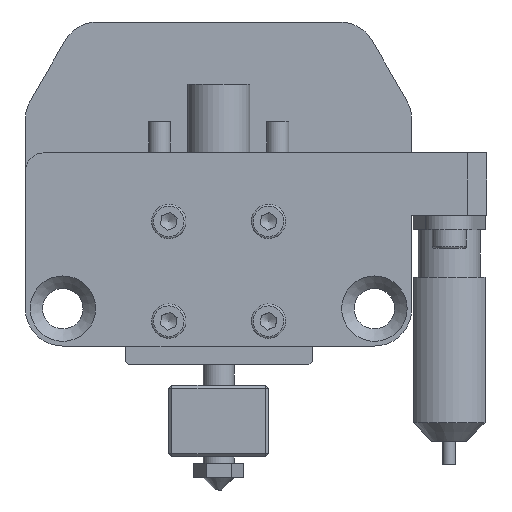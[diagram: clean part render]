
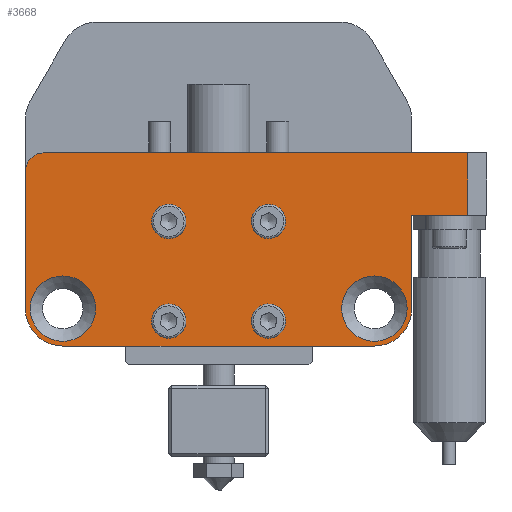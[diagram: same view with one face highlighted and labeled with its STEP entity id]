
A CAD part, left-side view. The second image highlights one B-rep face of the part: STEP entity #3668.
In plain terms, the highlighted face is planar.
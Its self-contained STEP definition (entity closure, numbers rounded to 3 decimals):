
#233=FACE_BOUND('',#650,.T.);
#234=FACE_BOUND('',#651,.T.);
#235=FACE_BOUND('',#652,.T.);
#236=FACE_BOUND('',#653,.T.);
#237=FACE_BOUND('',#654,.T.);
#238=FACE_BOUND('',#655,.T.);
#290=CIRCLE('',#4122,5.25);
#292=CIRCLE('',#4125,3.);
#293=CIRCLE('',#4126,6.);
#294=CIRCLE('',#4127,6.);
#295=CIRCLE('',#4128,5.25);
#296=CIRCLE('',#4129,1.75);
#297=CIRCLE('',#4130,1.75);
#298=CIRCLE('',#4131,1.75);
#299=CIRCLE('',#4132,1.75);
#410=FACE_OUTER_BOUND('',#649,.T.);
#649=EDGE_LOOP('',(#2543,#2544,#2545,#2546,#2547,#2548,#2549,#2550,#2551));
#650=EDGE_LOOP('',(#2552));
#651=EDGE_LOOP('',(#2553));
#652=EDGE_LOOP('',(#2554));
#653=EDGE_LOOP('',(#2555));
#654=EDGE_LOOP('',(#2556));
#655=EDGE_LOOP('',(#2557));
#902=LINE('',#5612,#1268);
#908=LINE('',#5624,#1274);
#939=LINE('',#5722,#1305);
#942=LINE('',#5744,#1308);
#943=LINE('',#5748,#1309);
#944=LINE('',#5752,#1310);
#1268=VECTOR('',#4476,10.);
#1274=VECTOR('',#4486,10.);
#1305=VECTOR('',#4565,10.);
#1308=VECTOR('',#4592,10.);
#1309=VECTOR('',#4595,10.);
#1310=VECTOR('',#4598,10.);
#1634=VERTEX_POINT('',#5609);
#1635=VERTEX_POINT('',#5611);
#1639=VERTEX_POINT('',#5623);
#1682=VERTEX_POINT('',#5721);
#1687=VERTEX_POINT('',#5737);
#1689=VERTEX_POINT('',#5743);
#1690=VERTEX_POINT('',#5745);
#1691=VERTEX_POINT('',#5747);
#1692=VERTEX_POINT('',#5749);
#1693=VERTEX_POINT('',#5751);
#1694=VERTEX_POINT('',#5754);
#1695=VERTEX_POINT('',#5756);
#1696=VERTEX_POINT('',#5758);
#1697=VERTEX_POINT('',#5760);
#1698=VERTEX_POINT('',#5762);
#1952=EDGE_CURVE('',#1634,#1635,#902,.T.);
#1958=EDGE_CURVE('',#1639,#1635,#908,.T.);
#2007=EDGE_CURVE('',#1682,#1639,#939,.T.);
#2013=EDGE_CURVE('',#1687,#1687,#290,.T.);
#2016=EDGE_CURVE('',#1634,#1689,#942,.T.);
#2017=EDGE_CURVE('',#1690,#1689,#292,.T.);
#2018=EDGE_CURVE('',#1690,#1691,#943,.T.);
#2019=EDGE_CURVE('',#1691,#1692,#293,.T.);
#2020=EDGE_CURVE('',#1692,#1693,#944,.T.);
#2021=EDGE_CURVE('',#1693,#1682,#294,.T.);
#2022=EDGE_CURVE('',#1694,#1694,#295,.T.);
#2023=EDGE_CURVE('',#1695,#1695,#296,.T.);
#2024=EDGE_CURVE('',#1696,#1696,#297,.T.);
#2025=EDGE_CURVE('',#1697,#1697,#298,.T.);
#2026=EDGE_CURVE('',#1698,#1698,#299,.T.);
#2543=ORIENTED_EDGE('',*,*,#1952,.F.);
#2544=ORIENTED_EDGE('',*,*,#2016,.T.);
#2545=ORIENTED_EDGE('',*,*,#2017,.F.);
#2546=ORIENTED_EDGE('',*,*,#2018,.T.);
#2547=ORIENTED_EDGE('',*,*,#2019,.T.);
#2548=ORIENTED_EDGE('',*,*,#2020,.T.);
#2549=ORIENTED_EDGE('',*,*,#2021,.T.);
#2550=ORIENTED_EDGE('',*,*,#2007,.T.);
#2551=ORIENTED_EDGE('',*,*,#1958,.T.);
#2552=ORIENTED_EDGE('',*,*,#2022,.F.);
#2553=ORIENTED_EDGE('',*,*,#2023,.T.);
#2554=ORIENTED_EDGE('',*,*,#2024,.T.);
#2555=ORIENTED_EDGE('',*,*,#2025,.T.);
#2556=ORIENTED_EDGE('',*,*,#2026,.T.);
#2557=ORIENTED_EDGE('',*,*,#2013,.F.);
#3498=PLANE('',#4124);
#3668=ADVANCED_FACE('',(#410,#233,#234,#235,#236,#237,#238),#3498,.T.);
#4122=AXIS2_PLACEMENT_3D('',#5738,#4585,#4586);
#4124=AXIS2_PLACEMENT_3D('',#5742,#4590,#4591);
#4125=AXIS2_PLACEMENT_3D('',#5746,#4593,#4594);
#4126=AXIS2_PLACEMENT_3D('',#5750,#4596,#4597);
#4127=AXIS2_PLACEMENT_3D('',#5753,#4599,#4600);
#4128=AXIS2_PLACEMENT_3D('',#5755,#4601,#4602);
#4129=AXIS2_PLACEMENT_3D('',#5757,#4603,#4604);
#4130=AXIS2_PLACEMENT_3D('',#5759,#4605,#4606);
#4131=AXIS2_PLACEMENT_3D('',#5761,#4607,#4608);
#4132=AXIS2_PLACEMENT_3D('',#5763,#4609,#4610);
#4476=DIRECTION('',(0.,-1.,0.));
#4486=DIRECTION('',(0.,0.,-1.));
#4565=DIRECTION('',(0.,1.,0.));
#4585=DIRECTION('center_axis',(1.,0.,0.));
#4586=DIRECTION('ref_axis',(0.,-1.,0.));
#4590=DIRECTION('center_axis',(1.,0.,0.));
#4591=DIRECTION('ref_axis',(0.,0.,-1.));
#4592=DIRECTION('',(0.,0.,1.));
#4593=DIRECTION('center_axis',(-1.,0.,0.));
#4594=DIRECTION('ref_axis',(0.,0.707,0.707));
#4595=DIRECTION('',(0.,-1.,0.));
#4596=DIRECTION('center_axis',(1.,0.,0.));
#4597=DIRECTION('ref_axis',(0.,0.,1.));
#4598=DIRECTION('',(0.,0.,-1.));
#4599=DIRECTION('center_axis',(1.,0.,0.));
#4600=DIRECTION('ref_axis',(0.,0.943,0.333));
#4601=DIRECTION('center_axis',(1.,0.,0.));
#4602=DIRECTION('ref_axis',(0.,-1.,0.));
#4603=DIRECTION('center_axis',(-1.,0.,0.));
#4604=DIRECTION('ref_axis',(0.,0.,1.));
#4605=DIRECTION('center_axis',(-1.,0.,0.));
#4606=DIRECTION('ref_axis',(0.,0.,1.));
#4607=DIRECTION('center_axis',(-1.,0.,0.));
#4608=DIRECTION('ref_axis',(0.,0.,1.));
#4609=DIRECTION('center_axis',(-1.,0.,0.));
#4610=DIRECTION('ref_axis',(0.,0.,1.));
#5609=CARTESIAN_POINT('',(27.5,3.,-40.));
#5611=CARTESIAN_POINT('',(27.5,-7.,-40.));
#5612=CARTESIAN_POINT('',(27.5,-4.75,-40.));
#5623=CARTESIAN_POINT('',(27.5,-7.,-31.));
#5624=CARTESIAN_POINT('',(27.5,-7.,-31.));
#5721=CARTESIAN_POINT('',(27.5,-22.,-31.));
#5722=CARTESIAN_POINT('',(27.5,-22.,-31.));
#5737=CARTESIAN_POINT('',(27.5,-16.75,-25.));
#5738=CARTESIAN_POINT('Origin',(27.5,-22.,-25.));
#5742=CARTESIAN_POINT('Origin',(27.5,-12.5,0.));
#5743=CARTESIAN_POINT('',(27.5,3.,28.));
#5744=CARTESIAN_POINT('',(27.5,3.,-31.));
#5745=CARTESIAN_POINT('',(27.5,0.,31.));
#5746=CARTESIAN_POINT('Origin',(27.5,0.,28.));
#5747=CARTESIAN_POINT('',(27.5,-22.,31.));
#5748=CARTESIAN_POINT('',(27.5,3.,31.));
#5749=CARTESIAN_POINT('',(27.5,-28.,25.));
#5750=CARTESIAN_POINT('Origin',(27.5,-22.,25.));
#5751=CARTESIAN_POINT('',(27.5,-28.,-25.));
#5752=CARTESIAN_POINT('',(27.5,-28.,25.));
#5753=CARTESIAN_POINT('Origin',(27.5,-22.,-25.));
#5754=CARTESIAN_POINT('',(27.5,-16.75,25.));
#5755=CARTESIAN_POINT('Origin',(27.5,-22.,25.));
#5756=CARTESIAN_POINT('',(27.5,-8.,6.25));
#5757=CARTESIAN_POINT('Origin',(27.5,-8.,8.));
#5758=CARTESIAN_POINT('',(27.5,-8.,-9.75));
#5759=CARTESIAN_POINT('Origin',(27.5,-8.,-8.));
#5760=CARTESIAN_POINT('',(27.5,-24.,6.25));
#5761=CARTESIAN_POINT('Origin',(27.5,-24.,8.));
#5762=CARTESIAN_POINT('',(27.5,-24.,-9.75));
#5763=CARTESIAN_POINT('Origin',(27.5,-24.,-8.));
